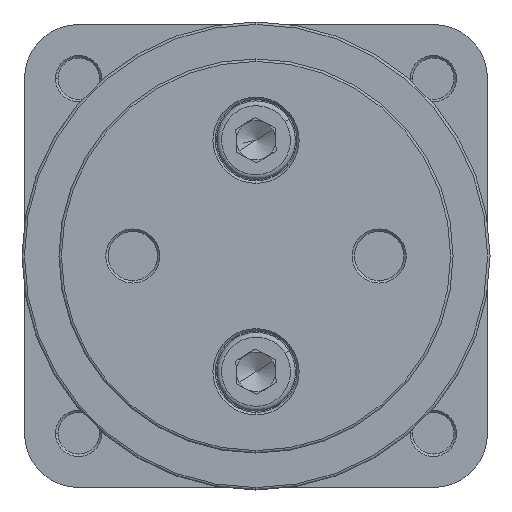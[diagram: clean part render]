
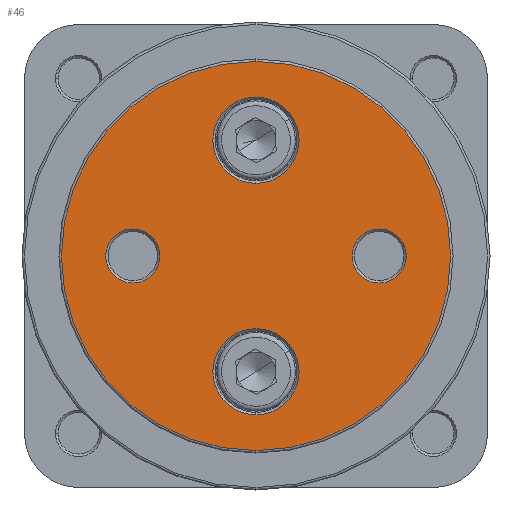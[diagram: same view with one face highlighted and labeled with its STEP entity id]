
A CAD part, left-side view. The second image highlights one B-rep face of the part: STEP entity #46.
In plain terms, the highlighted planar face has unit normal (-1, 0, 0).
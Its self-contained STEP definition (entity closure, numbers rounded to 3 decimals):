
#46 = ADVANCED_FACE ( 'NONE', ( #2866, #2875, #2877, #2879, #2869 ), #3756, .F. ) ;
#573 = ORIENTED_EDGE ( 'NONE', *, *, #1754, .T. ) ;
#1524 = EDGE_CURVE ( 'NONE', #8374, #8383, #6624, .T. ) ;
#1553 = EDGE_CURVE ( 'NONE', #8428, #8429, #6701, .T. ) ;
#1647 = EDGE_CURVE ( 'NONE', #8429, #8428, #6880, .T. ) ;
#1693 = EDGE_CURVE ( 'NONE', #8434, #8436, #6968, .T. ) ;
#1705 = EDGE_CURVE ( 'NONE', #8388, #8390, #6985, .T. ) ;
#1707 = EDGE_CURVE ( 'NONE', #8380, #8381, #6988, .T. ) ;
#1751 = EDGE_CURVE ( 'NONE', #8383, #8374, #7061, .T. ) ;
#1753 = EDGE_CURVE ( 'NONE', #8436, #8434, #7063, .T. ) ;
#1754 = EDGE_CURVE ( 'NONE', #8390, #8388, #7064, .T. ) ;
#1760 = EDGE_CURVE ( 'NONE', #8381, #8380, #7071, .T. ) ;
#2104 = AXIS2_PLACEMENT_3D ( 'NONE', #3755, #3761, #3762 ) ;
#2369 = ORIENTED_EDGE ( 'NONE', *, *, #1705, .T. ) ;
#2370 = ORIENTED_EDGE ( 'NONE', *, *, #1760, .T. ) ;
#2371 = ORIENTED_EDGE ( 'NONE', *, *, #1707, .T. ) ;
#2372 = ORIENTED_EDGE ( 'NONE', *, *, #1753, .T. ) ;
#2373 = ORIENTED_EDGE ( 'NONE', *, *, #1693, .T. ) ;
#2374 = ORIENTED_EDGE ( 'NONE', *, *, #1647, .T. ) ;
#2375 = ORIENTED_EDGE ( 'NONE', *, *, #1553, .T. ) ;
#2376 = ORIENTED_EDGE ( 'NONE', *, *, #1524, .T. ) ;
#2377 = ORIENTED_EDGE ( 'NONE', *, *, #1751, .T. ) ;
#2524 = EDGE_LOOP ( 'NONE', ( #2375, #2374 ) ) ;
#2527 = EDGE_LOOP ( 'NONE', ( #2369, #573 ) ) ;
#2548 = EDGE_LOOP ( 'NONE', ( #2371, #2370 ) ) ;
#2573 = EDGE_LOOP ( 'NONE', ( #2373, #2372 ) ) ;
#2760 = EDGE_LOOP ( 'NONE', ( #2377, #2376 ) ) ;
#2866 = FACE_OUTER_BOUND ( 'NONE', #2760, .T. ) ;
#2869 = FACE_BOUND ( 'NONE', #2527, .T. ) ;
#2875 = FACE_BOUND ( 'NONE', #2524, .T. ) ;
#2877 = FACE_BOUND ( 'NONE', #2573, .T. ) ;
#2879 = FACE_BOUND ( 'NONE', #2548, .T. ) ;
#3755 = CARTESIAN_POINT ( 'NONE',  ( 0., 0., 0. ) ) ;
#3756 = PLANE ( 'NONE',  #2104 ) ;
#3761 = DIRECTION ( 'NONE',  ( 1., 0., 0. ) ) ;
#3762 = DIRECTION ( 'NONE',  ( 0., 0., -1. ) ) ;
#5009 = AXIS2_PLACEMENT_3D ( 'NONE', #5506, #5507, #5508 ) ;
#5023 = AXIS2_PLACEMENT_3D ( 'NONE', #5577, #5578, #5579 ) ;
#5042 = AXIS2_PLACEMENT_3D ( 'NONE', #5886, #5887, #5888 ) ;
#5043 = AXIS2_PLACEMENT_3D ( 'NONE', #5770, #5785, #5786 ) ;
#5058 = AXIS2_PLACEMENT_3D ( 'NONE', #5917, #5918, #5919 ) ;
#5060 = AXIS2_PLACEMENT_3D ( 'NONE', #5923, #5924, #5925 ) ;
#5070 = AXIS2_PLACEMENT_3D ( 'NONE', #6019, #6028, #6029 ) ;
#5078 = AXIS2_PLACEMENT_3D ( 'NONE', #6027, #6034, #6035 ) ;
#5079 = AXIS2_PLACEMENT_3D ( 'NONE', #6030, #6037, #6038 ) ;
#5085 = AXIS2_PLACEMENT_3D ( 'NONE', #6048, #6055, #6056 ) ;
#5506 = CARTESIAN_POINT ( 'NONE',  ( 0., 0., 0. ) ) ;
#5507 = DIRECTION ( 'NONE',  ( -1., 0., 0. ) ) ;
#5508 = DIRECTION ( 'NONE',  ( 0., 0., -1. ) ) ;
#5577 = CARTESIAN_POINT ( 'NONE',  ( 0., 0., -23.5 ) ) ;
#5578 = DIRECTION ( 'NONE',  ( 1., 0., 0. ) ) ;
#5579 = DIRECTION ( 'NONE',  ( 0., 0., -1. ) ) ;
#5770 = CARTESIAN_POINT ( 'NONE',  ( 0., 0., -23.5 ) ) ;
#5785 = DIRECTION ( 'NONE',  ( 1., 0., 0. ) ) ;
#5786 = DIRECTION ( 'NONE',  ( 0., 0., -1. ) ) ;
#5886 = CARTESIAN_POINT ( 'NONE',  ( 0., 0., 23.5 ) ) ;
#5887 = DIRECTION ( 'NONE',  ( 1., 0., 0. ) ) ;
#5888 = DIRECTION ( 'NONE',  ( 0., 0., -1. ) ) ;
#5917 = CARTESIAN_POINT ( 'NONE',  ( 0., 25., 0. ) ) ;
#5918 = DIRECTION ( 'NONE',  ( 1., 0., 0. ) ) ;
#5919 = DIRECTION ( 'NONE',  ( 0., 0., -1. ) ) ;
#5923 = CARTESIAN_POINT ( 'NONE',  ( 0., -25., 0. ) ) ;
#5924 = DIRECTION ( 'NONE',  ( 1., 0., 0. ) ) ;
#5925 = DIRECTION ( 'NONE',  ( 0., 0., -1. ) ) ;
#6019 = CARTESIAN_POINT ( 'NONE',  ( 0., 0., 0. ) ) ;
#6027 = CARTESIAN_POINT ( 'NONE',  ( 0., 0., 23.5 ) ) ;
#6028 = DIRECTION ( 'NONE',  ( -1., 0., 0. ) ) ;
#6029 = DIRECTION ( 'NONE',  ( 0., 0., -1. ) ) ;
#6030 = CARTESIAN_POINT ( 'NONE',  ( 0., 25., 0. ) ) ;
#6034 = DIRECTION ( 'NONE',  ( 1., 0., 0. ) ) ;
#6035 = DIRECTION ( 'NONE',  ( 0., 0., -1. ) ) ;
#6037 = DIRECTION ( 'NONE',  ( 1., 0., 0. ) ) ;
#6038 = DIRECTION ( 'NONE',  ( 0., 0., -1. ) ) ;
#6048 = CARTESIAN_POINT ( 'NONE',  ( 0., -25., 0. ) ) ;
#6055 = DIRECTION ( 'NONE',  ( 1., 0., 0. ) ) ;
#6056 = DIRECTION ( 'NONE',  ( 0., 0., -1. ) ) ;
#6624 = CIRCLE ( 'NONE', #5009, 39.5 ) ;
#6701 = CIRCLE ( 'NONE', #5023, 8.75 ) ;
#6880 = CIRCLE ( 'NONE', #5043, 8.75 ) ;
#6968 = CIRCLE ( 'NONE', #5042, 8.75 ) ;
#6985 = CIRCLE ( 'NONE', #5058, 5.5 ) ;
#6988 = CIRCLE ( 'NONE', #5060, 5.5 ) ;
#7061 = CIRCLE ( 'NONE', #5070, 39.5 ) ;
#7063 = CIRCLE ( 'NONE', #5078, 8.75 ) ;
#7064 = CIRCLE ( 'NONE', #5079, 5.5 ) ;
#7071 = CIRCLE ( 'NONE', #5085, 5.5 ) ;
#8063 = CARTESIAN_POINT ( 'NONE',  ( 0., 0., 39.5 ) ) ;
#8071 = CARTESIAN_POINT ( 'NONE',  ( 0., -25., 5.5 ) ) ;
#8072 = CARTESIAN_POINT ( 'NONE',  ( 0., -25., -5.5 ) ) ;
#8074 = CARTESIAN_POINT ( 'NONE',  ( 0., 0., -39.5 ) ) ;
#8079 = CARTESIAN_POINT ( 'NONE',  ( 0., 25., 5.5 ) ) ;
#8081 = CARTESIAN_POINT ( 'NONE',  ( 0., 25., -5.5 ) ) ;
#8120 = CARTESIAN_POINT ( 'NONE',  ( 0., 0., -14.75 ) ) ;
#8121 = CARTESIAN_POINT ( 'NONE',  ( 0., 0., -32.25 ) ) ;
#8126 = CARTESIAN_POINT ( 'NONE',  ( 0., 0., 32.25 ) ) ;
#8128 = CARTESIAN_POINT ( 'NONE',  ( 0., 0., 14.75 ) ) ;
#8374 = VERTEX_POINT ( 'NONE', #8063 ) ;
#8380 = VERTEX_POINT ( 'NONE', #8071 ) ;
#8381 = VERTEX_POINT ( 'NONE', #8072 ) ;
#8383 = VERTEX_POINT ( 'NONE', #8074 ) ;
#8388 = VERTEX_POINT ( 'NONE', #8079 ) ;
#8390 = VERTEX_POINT ( 'NONE', #8081 ) ;
#8428 = VERTEX_POINT ( 'NONE', #8120 ) ;
#8429 = VERTEX_POINT ( 'NONE', #8121 ) ;
#8434 = VERTEX_POINT ( 'NONE', #8126 ) ;
#8436 = VERTEX_POINT ( 'NONE', #8128 ) ;
